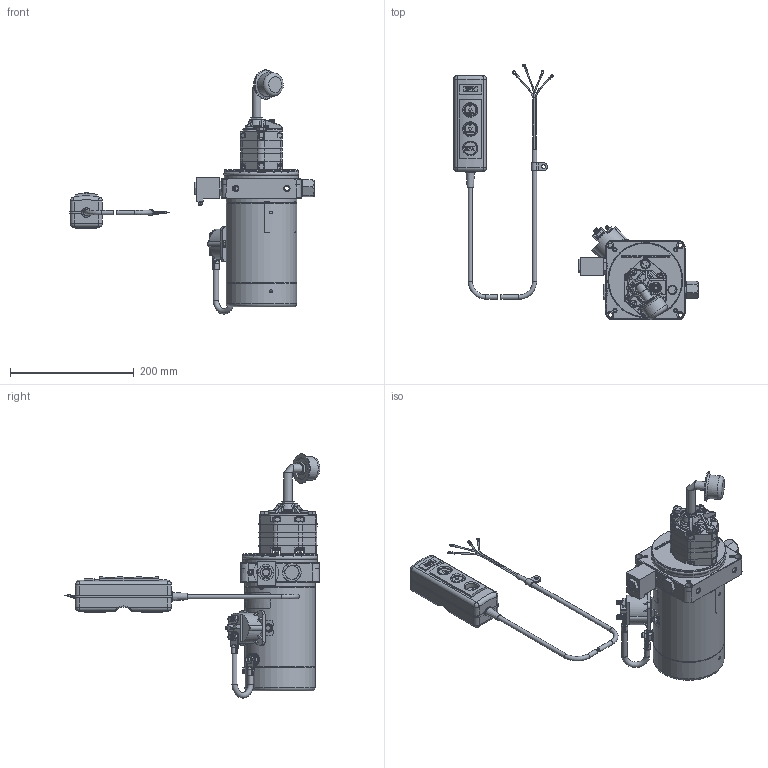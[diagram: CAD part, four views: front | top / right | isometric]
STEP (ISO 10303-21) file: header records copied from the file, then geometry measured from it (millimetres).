
FILE_DESCRIPTION (( 'STEP AP203' ), '1' );
FILE_NAME ('DER19033915 DC-20SF.STEP', '2024-08-01T14:10:05', ( '' ), ( '' ), 'SwSTEP 2.0', 'SolidWorks 2022', '' );
FILE_SCHEMA (( 'CONFIG_CONTROL_DESIGN' ));
Length unit declared in the file: inch
Products named in the file (1): DER19033915 DC-20SF
Bounding box: 395.56 x 413.45 x 394.95 mm (x, y, z)
Surface area: 273688.4 mm2 (no closed solid volume)
Topology: 0 solids, 100 shells, 1282 faces, 4779 edges, 3552 vertices
Faces by surface type: plane 529, cylinder 406, cone 186, torus 77, bspline 69, sphere 15
Full cylindrical faces by diameter (mm): 1.27 x2, 2.193 x9, 3.175 x4, 3.378 x3, 3.388 x1, 3.767 x1, 3.81 x1, 4.343 x4, 4.75 x4, 4.826 x7, 5.131 x3, 5.791 x1, 6.233 x2, 6.909 x4, 7.15 x5, 7.569 x4, 7.935 x2, 7.937 x7, 7.938 x11, 8.89 x2, 9.525 x1, 10.668 x1, 11.112 x4, 12 x2, 12.7 x1, 13.081 x1, 13.208 x2, 13.259 x3, 14 x2, 15.24 x1
Entity records: 61567 total; most frequent: CARTESIAN_POINT 24951, DIRECTION 6892, ORIENTED_EDGE 6823, EDGE_CURVE 4427, VERTEX_POINT 3465, AXIS2_PLACEMENT_3D 2486, VECTOR 1920, LINE 1920
